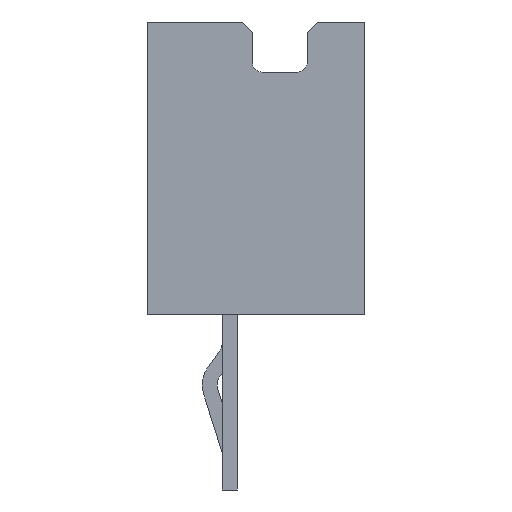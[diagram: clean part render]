
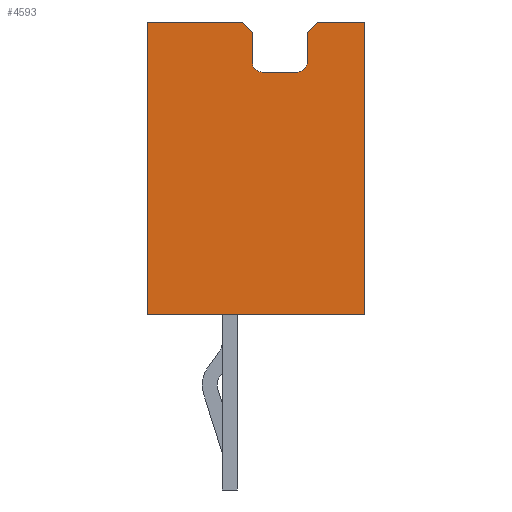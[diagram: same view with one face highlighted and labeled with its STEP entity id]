
A CAD part, left-side view. The second image highlights one B-rep face of the part: STEP entity #4593.
In plain terms, the highlighted planar face has unit normal (-1, 0, 0).
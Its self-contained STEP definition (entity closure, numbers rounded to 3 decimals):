
#73=DIRECTION('',(0.,-1.,0.));
#74=VECTOR('',#73,4.35);
#75=CARTESIAN_POINT('',(-6.,2.175,-2.925));
#76=LINE('',#75,#74);
#309=DIRECTION('',(0.,0.,1.));
#310=VECTOR('',#309,5.85);
#311=CARTESIAN_POINT('',(-6.,-2.175,-2.925));
#312=LINE('',#311,#310);
#405=DIRECTION('',(0.,-1.,0.));
#406=VECTOR('',#405,1.9);
#407=CARTESIAN_POINT('',(-6.,2.175,2.925));
#408=LINE('',#407,#406);
#461=DIRECTION('',(0.,-1.,0.));
#462=VECTOR('',#461,0.95);
#463=CARTESIAN_POINT('',(-6.,-1.225,2.925));
#464=LINE('',#463,#462);
#495=DIRECTION('',(0.,0.707,0.707));
#496=VECTOR('',#495,0.283);
#497=CARTESIAN_POINT('',(-6.,0.075,2.725));
#498=LINE('',#497,#496);
#499=DIRECTION('',(0.,0.,-1.));
#500=VECTOR('',#499,0.6);
#501=CARTESIAN_POINT('',(-6.,0.075,2.725));
#502=LINE('',#501,#500);
#503=CARTESIAN_POINT('',(-6.,-0.125,2.125));
#504=DIRECTION('',(1.,0.,0.));
#505=DIRECTION('',(0.,0.,-1.));
#506=AXIS2_PLACEMENT_3D('',#503,#504,#505);
#508=DIRECTION('',(0.,1.,0.));
#509=VECTOR('',#508,0.7);
#510=CARTESIAN_POINT('',(-6.,-0.825,1.925));
#511=LINE('',#510,#509);
#512=CARTESIAN_POINT('',(-6.,-0.825,2.125));
#513=DIRECTION('',(1.,0.,0.));
#514=DIRECTION('',(0.,-1.,0.));
#515=AXIS2_PLACEMENT_3D('',#512,#513,#514);
#517=DIRECTION('',(0.,0.,-1.));
#518=VECTOR('',#517,0.6);
#519=CARTESIAN_POINT('',(-6.,-1.025,2.725));
#520=LINE('',#519,#518);
#521=DIRECTION('',(0.,0.707,-0.707));
#522=VECTOR('',#521,0.283);
#523=CARTESIAN_POINT('',(-6.,-1.225,2.925));
#524=LINE('',#523,#522);
#525=DIRECTION('',(0.,0.,1.));
#526=VECTOR('',#525,5.85);
#527=CARTESIAN_POINT('',(-6.,2.175,-2.925));
#528=LINE('',#527,#526);
#3135=CARTESIAN_POINT('',(-6.,2.175,-2.925));
#3136=CARTESIAN_POINT('',(-6.,-2.175,-2.925));
#3137=VERTEX_POINT('',#3135);
#3138=VERTEX_POINT('',#3136);
#3139=CARTESIAN_POINT('',(-6.,-2.175,2.925));
#3141=VERTEX_POINT('',#3139);
#3144=CARTESIAN_POINT('',(-6.,2.175,2.925));
#3146=VERTEX_POINT('',#3144);
#3159=CARTESIAN_POINT('',(-6.,-1.025,2.125));
#3160=CARTESIAN_POINT('',(-6.,-0.825,1.925));
#3161=VERTEX_POINT('',#3159);
#3162=VERTEX_POINT('',#3160);
#3163=CARTESIAN_POINT('',(-6.,-0.125,1.925));
#3164=VERTEX_POINT('',#3163);
#3165=CARTESIAN_POINT('',(-6.,0.075,2.125));
#3166=VERTEX_POINT('',#3165);
#3397=CARTESIAN_POINT('',(-6.,0.075,2.725));
#3398=CARTESIAN_POINT('',(-6.,0.275,2.925));
#3399=VERTEX_POINT('',#3397);
#3400=VERTEX_POINT('',#3398);
#3465=CARTESIAN_POINT('',(-6.,-1.225,2.925));
#3466=CARTESIAN_POINT('',(-6.,-1.025,2.725));
#3467=VERTEX_POINT('',#3465);
#3468=VERTEX_POINT('',#3466);
#4568=CARTESIAN_POINT('',(-6.,2.175,-2.925));
#4569=DIRECTION('',(-1.,0.,0.));
#4570=DIRECTION('',(0.,-1.,0.));
#4571=AXIS2_PLACEMENT_3D('',#4568,#4569,#4570);
#4572=PLANE('',#4571);
#4573=ORIENTED_EDGE('',*,*,#4558,.F.);
#4575=ORIENTED_EDGE('',*,*,#4574,.T.);
#4577=ORIENTED_EDGE('',*,*,#4576,.F.);
#4579=ORIENTED_EDGE('',*,*,#4578,.F.);
#4581=ORIENTED_EDGE('',*,*,#4580,.F.);
#4583=ORIENTED_EDGE('',*,*,#4582,.F.);
#4585=ORIENTED_EDGE('',*,*,#4584,.F.);
#4586=ORIENTED_EDGE('',*,*,#4537,.T.);
#4587=ORIENTED_EDGE('',*,*,#4348,.F.);
#4588=ORIENTED_EDGE('',*,*,#4184,.F.);
#4589=ORIENTED_EDGE('',*,*,#4241,.T.);
#4590=ORIENTED_EDGE('',*,*,#4503,.T.);
#4591=EDGE_LOOP('',(#4573,#4575,#4577,#4579,#4581,#4583,#4585,#4586,#4587,#4588,
#4589,#4590));
#4592=FACE_OUTER_BOUND('',#4591,.F.);
#4593=ADVANCED_FACE('',(#4592),#4572,.T.);
#507=CIRCLE('',#506,0.2);
#516=CIRCLE('',#515,0.2);
#4184=EDGE_CURVE('',#3137,#3138,#76,.T.);
#4241=EDGE_CURVE('',#3137,#3146,#528,.T.);
#4348=EDGE_CURVE('',#3138,#3141,#312,.T.);
#4503=EDGE_CURVE('',#3146,#3400,#408,.T.);
#4537=EDGE_CURVE('',#3467,#3141,#464,.T.);
#4558=EDGE_CURVE('',#3399,#3400,#498,.T.);
#4574=EDGE_CURVE('',#3399,#3166,#502,.T.);
#4576=EDGE_CURVE('',#3164,#3166,#507,.T.);
#4578=EDGE_CURVE('',#3162,#3164,#511,.T.);
#4580=EDGE_CURVE('',#3161,#3162,#516,.T.);
#4582=EDGE_CURVE('',#3468,#3161,#520,.T.);
#4584=EDGE_CURVE('',#3467,#3468,#524,.T.);
